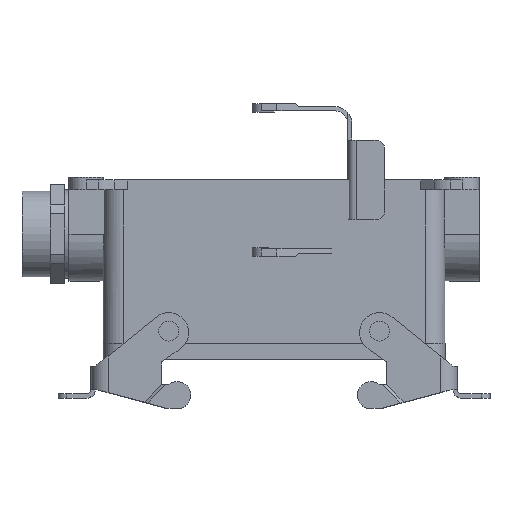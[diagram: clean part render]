
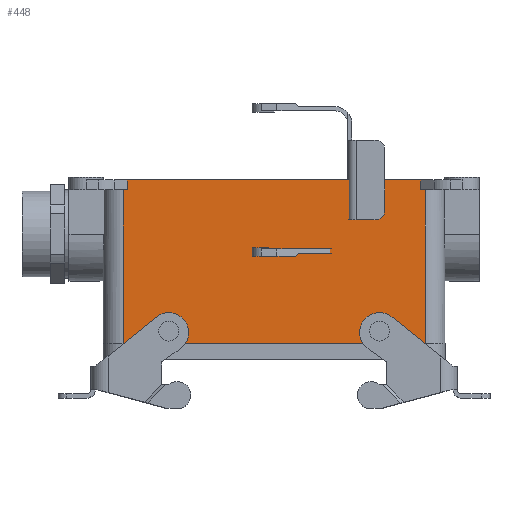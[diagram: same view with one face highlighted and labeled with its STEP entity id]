
A CAD part, top view. The second image highlights one B-rep face of the part: STEP entity #448.
In plain terms, the highlighted planar face has unit normal (0, 0, 1).
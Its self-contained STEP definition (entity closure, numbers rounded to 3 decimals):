
#448 = ADVANCED_FACE( '', ( #1006, #1007, #1008 ), #1009, .F. );
#1006 = FACE_BOUND( '', #1678, .T. );
#1007 = FACE_OUTER_BOUND( '', #1679, .T. );
#1008 = FACE_BOUND( '', #1680, .T. );
#1009 = PLANE( '', #1681 );
#1678 = EDGE_LOOP( '', ( #2899 ) );
#1679 = EDGE_LOOP( '', ( #2900, #2901, #2902, #2903, #2904, #2905, #2906, #2907 ) );
#1680 = EDGE_LOOP( '', ( #2908 ) );
#1681 = AXIS2_PLACEMENT_3D( '', #2909, #2910, #2911 );
#2899 = ORIENTED_EDGE( '', *, *, #4212, .F. );
#2900 = ORIENTED_EDGE( '', *, *, #4213, .T. );
#2901 = ORIENTED_EDGE( '', *, *, #4214, .F. );
#2902 = ORIENTED_EDGE( '', *, *, #3757, .T. );
#2903 = ORIENTED_EDGE( '', *, *, #4180, .T. );
#2904 = ORIENTED_EDGE( '', *, *, #4215, .F. );
#2905 = ORIENTED_EDGE( '', *, *, #4078, .F. );
#2906 = ORIENTED_EDGE( '', *, *, #4131, .T. );
#2907 = ORIENTED_EDGE( '', *, *, #4216, .T. );
#2908 = ORIENTED_EDGE( '', *, *, #4217, .F. );
#2909 = CARTESIAN_POINT( '', ( 0., -3.5, 21.5 ) );
#2910 = DIRECTION( '', ( 0., 0., -1. ) );
#2911 = DIRECTION( '', ( -1., 0., 0. ) );
#3757 = EDGE_CURVE( '', #4445, #4443, #4446, .T. );
#4078 = EDGE_CURVE( '', #4978, #4980, #4981, .T. );
#4131 = EDGE_CURVE( '', #4978, #5054, #5056, .T. );
#4180 = EDGE_CURVE( '', #4443, #5125, #5127, .T. );
#4212 = EDGE_CURVE( '', #5175, #5175, #5176, .F. );
#4213 = EDGE_CURVE( '', #5177, #5178, #5179, .T. );
#4214 = EDGE_CURVE( '', #4445, #5178, #5180, .T. );
#4215 = EDGE_CURVE( '', #4980, #5125, #5181, .T. );
#4216 = EDGE_CURVE( '', #5054, #5177, #5182, .T. );
#4217 = EDGE_CURVE( '', #5183, #5183, #5184, .F. );
#4443 = VERTEX_POINT( '', #5455 );
#4445 = VERTEX_POINT( '', #5457 );
#4446 = LINE( '', #5458, #5459 );
#4978 = VERTEX_POINT( '', #6170 );
#4980 = VERTEX_POINT( '', #6172 );
#4981 = LINE( '', #6173, #6174 );
#5054 = VERTEX_POINT( '', #6298 );
#5056 = LINE( '', #6301, #6302 );
#5125 = VERTEX_POINT( '', #6404 );
#5127 = LINE( '', #6406, #6407 );
#5175 = VERTEX_POINT( '', #6483 );
#5176 = CIRCLE( '', #6484, 2.45 );
#5177 = VERTEX_POINT( '', #6485 );
#5178 = VERTEX_POINT( '', #6486 );
#5179 = LINE( '', #6487, #6488 );
#5180 = LINE( '', #6489, #6490 );
#5181 = LINE( '', #6491, #6492 );
#5182 = LINE( '', #6493, #6494 );
#5183 = VERTEX_POINT( '', #6495 );
#5184 = CIRCLE( '', #6496, 2.45 );
#5455 = CARTESIAN_POINT( '', ( -53., -3.5, 21.5 ) );
#5457 = CARTESIAN_POINT( '', ( -51.486, -3.5, 21.5 ) );
#5458 = CARTESIAN_POINT( '', ( -61.8, -3.5, 21.5 ) );
#5459 = VECTOR( '', #6883, 1000. );
#6170 = CARTESIAN_POINT( '', ( 53., -3.5, 21.5 ) );
#6172 = CARTESIAN_POINT( '', ( 53., -57.4, 21.5 ) );
#6173 = CARTESIAN_POINT( '', ( 53., 108.116, 21.5 ) );
#6174 = VECTOR( '', #7307, 1000. );
#6298 = CARTESIAN_POINT( '', ( 51.486, -3.5, 21.5 ) );
#6301 = CARTESIAN_POINT( '', ( -61.8, -3.5, 21.5 ) );
#6302 = VECTOR( '', #7370, 1000. );
#6404 = CARTESIAN_POINT( '', ( -53., -57.4, 21.5 ) );
#6406 = CARTESIAN_POINT( '', ( -53., 108.116, 21.5 ) );
#6407 = VECTOR( '', #7434, 1000. );
#6483 = CARTESIAN_POINT( '', ( 34.55, -53.101, 21.5 ) );
#6484 = AXIS2_PLACEMENT_3D( '', #7464, #7465, #7466 );
#6485 = CARTESIAN_POINT( '', ( 51.486, 0., 21.5 ) );
#6486 = CARTESIAN_POINT( '', ( -51.486, 0., 21.5 ) );
#6487 = CARTESIAN_POINT( '', ( 0., 0., 21.5 ) );
#6488 = VECTOR( '', #7467, 1000. );
#6489 = CARTESIAN_POINT( '', ( -51.486, -3.5, 21.5 ) );
#6490 = VECTOR( '', #7468, 1000. );
#6491 = CARTESIAN_POINT( '', ( -53., -57.4, 21.5 ) );
#6492 = VECTOR( '', #7469, 1000. );
#6493 = CARTESIAN_POINT( '', ( 51.486, -3.5, 21.5 ) );
#6494 = VECTOR( '', #7470, 1000. );
#6495 = CARTESIAN_POINT( '', ( -39.45, -53.101, 21.5 ) );
#6496 = AXIS2_PLACEMENT_3D( '', #7471, #7472, #7473 );
#6883 = DIRECTION( '', ( -1., 0., 0. ) );
#7307 = DIRECTION( '', ( 0., -1., 0. ) );
#7370 = DIRECTION( '', ( -1., 0., 0. ) );
#7434 = DIRECTION( '', ( 0., -1., 0. ) );
#7464 = CARTESIAN_POINT( '', ( 37., -53.101, 21.5 ) );
#7465 = DIRECTION( '', ( 0., 0., -1. ) );
#7466 = DIRECTION( '', ( -1., 0., 0. ) );
#7467 = DIRECTION( '', ( -1., 0., 0. ) );
#7468 = DIRECTION( '', ( 0., 1., 0. ) );
#7469 = DIRECTION( '', ( -1., 0., 0. ) );
#7470 = DIRECTION( '', ( 0., 1., 0. ) );
#7471 = CARTESIAN_POINT( '', ( -37., -53.101, 21.5 ) );
#7472 = DIRECTION( '', ( 0., 0., -1. ) );
#7473 = DIRECTION( '', ( -1., 0., 0. ) );
